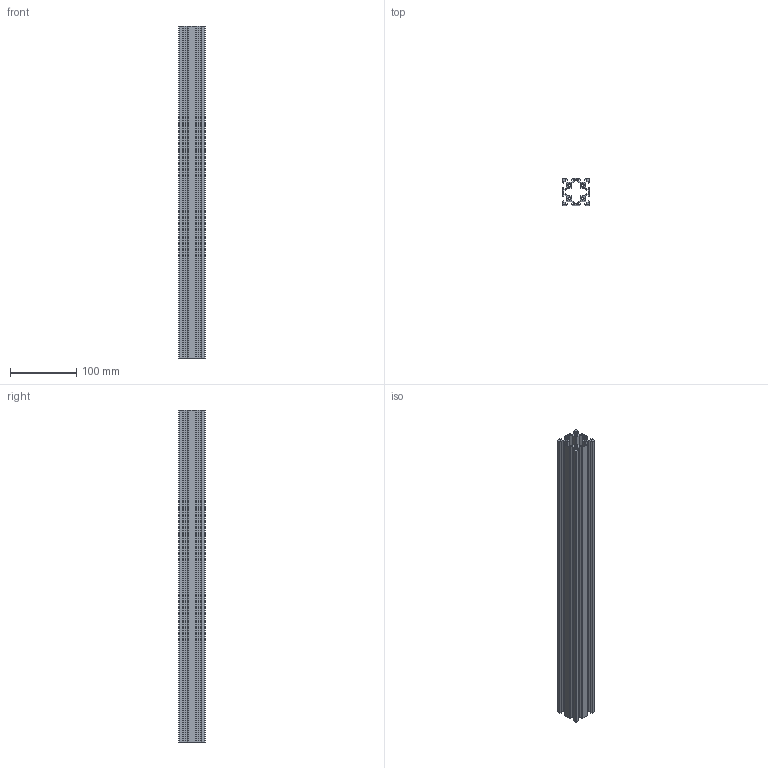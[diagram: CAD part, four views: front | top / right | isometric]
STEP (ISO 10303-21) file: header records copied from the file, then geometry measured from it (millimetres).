
FILE_DESCRIPTION(/* description */ (''),/* implementation_level */ '2;1');
FILE_NAME(/* name */ '40x40-V-Slot-Extrusion.step',/* time_stamp */ '2021-01-19T18:32:56+00:00',/* author */ (''),/* organization */ (''),/* preprocessor_version */ 'ST-DEVELOPER v18.1',/* originating_system */ 'Autodesk Translation Framework v9.7.0.1280',/* authorisation */ '');
FILE_SCHEMA (('AUTOMOTIVE_DESIGN { 1 0 10303 214 3 1 1 }'));
Length unit declared in the file: millimetre
Products named in the file (1): COCO-40x40-V-Slot-Extrusion
Bounding box: 40 x 40 x 500 mm (x, y, z)
Volume: 236672.7 mm3; surface area: 238444.8 mm2
Topology: 1 solids, 1 shells, 182 faces, 540 edges, 360 vertices
Faces by surface type: plane 142, cylinder 40
Full cylindrical faces by diameter (mm): 4.2 x4
Entity records: 6097 total; most frequent: CARTESIAN_POINT 1083, ORIENTED_EDGE 1080, DIRECTION 986, EDGE_CURVE 540, LINE 460, VECTOR 460, VERTEX_POINT 360, AXIS2_PLACEMENT_3D 263
